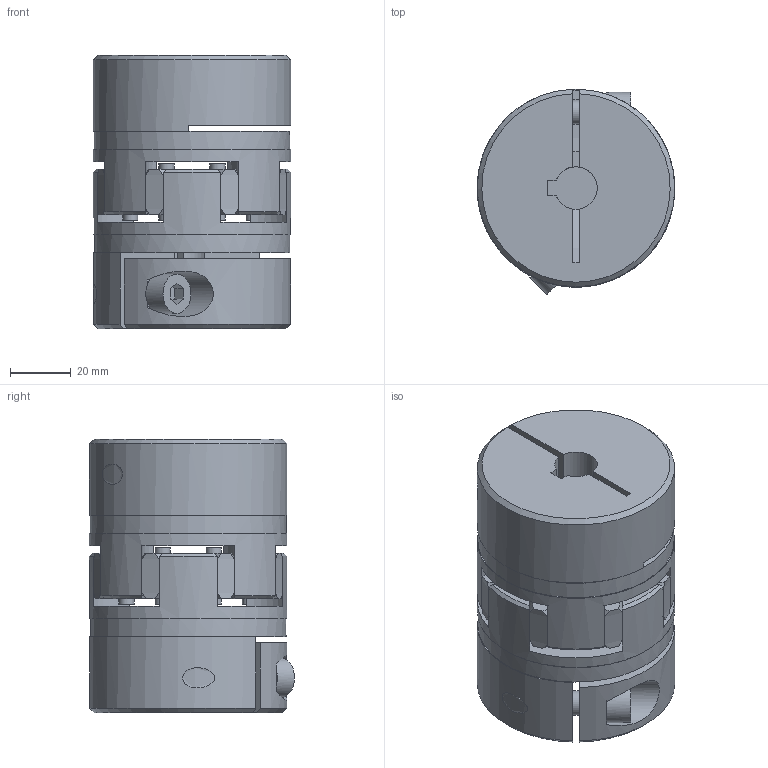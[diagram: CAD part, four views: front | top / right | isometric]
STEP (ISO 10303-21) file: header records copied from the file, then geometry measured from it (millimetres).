
FILE_DESCRIPTION( ( 'STEP AP214' ), '1' );
FILE_NAME( '01440-1414.stp', '2021-09-01T07:42:30', ( 'License CC BY-ND 4.0' ), ( 'CADENAS' ), ' ', 'PARTsolutions', ' ' );
FILE_SCHEMA( ( 'AUTOMOTIVE_DESIGN { 1 0 10303 214 1 1 1 1 }' ) );
Length unit declared in the file: millimetre
Products named in the file (4): 01440-1414; _01440-14pb; _01440-14pa; _01440-1838p2
Assembly tree (3 placements, depth 2):
  01440-1414
    _01440-14pb
    _01440-14pa
    _01440-1838p2
Bounding box: 65 x 67.5 x 90 mm (x, y, z)
Volume: 250802.6 mm3; surface area: 59375.5 mm2
Topology: 3 solids, 5 shells, 214 faces, 552 edges, 366 vertices
Faces by surface type: cylinder 92, plane 76, cone 46
Full cylindrical faces by diameter (mm): 5 x8, 6.647 x2, 8 x2, 9 x4, 13 x2, 30 x2, 64.4 x2, 65 x2
Entity records: 8474 total; most frequent: CARTESIAN_POINT 1604, DIRECTION 1104, ORIENTED_EDGE 1024, EDGE_CURVE 512, AXIS2_PLACEMENT_3D 466, VERTEX_POINT 354, EDGE_LOOP 268, CIRCLE 250
